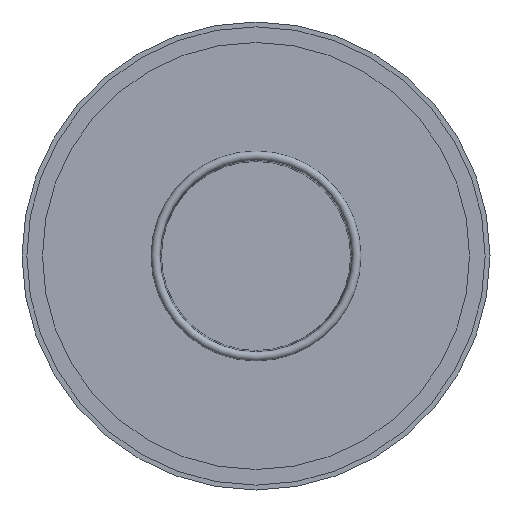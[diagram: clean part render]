
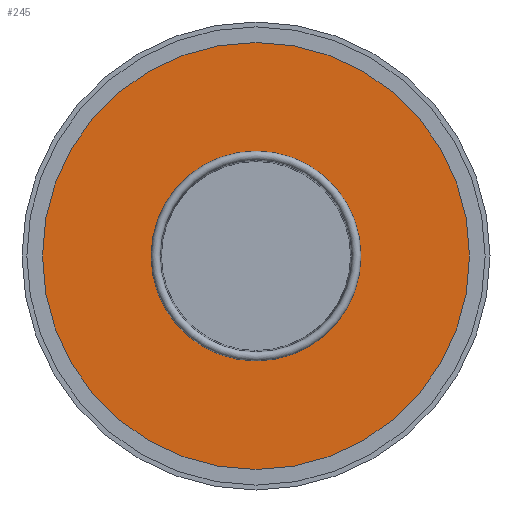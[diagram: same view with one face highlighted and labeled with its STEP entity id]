
A CAD part, front view. The second image highlights one B-rep face of the part: STEP entity #245.
In plain terms, the highlighted planar face has unit normal (0, -1, 0).
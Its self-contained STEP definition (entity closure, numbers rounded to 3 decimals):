
#124 = CARTESIAN_POINT ( 'NONE',  ( 0., -12., 0. ) ) ;
#137 = CIRCLE ( 'NONE', #875, 53.5 ) ;
#148 = FACE_BOUND ( 'NONE', #214, .T. ) ;
#173 = VERTEX_POINT ( 'NONE', #688 ) ;
#214 = EDGE_LOOP ( 'NONE', ( #883 ) ) ;
#236 = ORIENTED_EDGE ( 'NONE', *, *, #317, .F. ) ;
#245 = ADVANCED_FACE ( 'NONE', ( #148, #571 ), #402, .T. ) ;
#250 = EDGE_LOOP ( 'NONE', ( #236 ) ) ;
#317 = EDGE_CURVE ( 'NONE', #173, #173, #712, .T. ) ;
#327 = DIRECTION ( 'NONE',  ( 0., 0., 1. ) ) ;
#349 = AXIS2_PLACEMENT_3D ( 'NONE', #744, #672, #808 ) ;
#369 = EDGE_CURVE ( 'NONE', #884, #884, #137, .T. ) ;
#402 = PLANE ( 'NONE',  #349 ) ;
#415 = AXIS2_PLACEMENT_3D ( 'NONE', #605, #747, #327 ) ;
#492 = DIRECTION ( 'NONE',  ( 0., 0., 1. ) ) ;
#555 = CARTESIAN_POINT ( 'NONE',  ( 0., -12., 53.5 ) ) ;
#571 = FACE_OUTER_BOUND ( 'NONE', #250, .T. ) ;
#605 = CARTESIAN_POINT ( 'NONE',  ( 0., -12., 0. ) ) ;
#616 = DIRECTION ( 'NONE',  ( 0., 1., 0. ) ) ;
#672 = DIRECTION ( 'NONE',  ( 0., -1., 0. ) ) ;
#688 = CARTESIAN_POINT ( 'NONE',  ( 0., -12., 109.5 ) ) ;
#712 = CIRCLE ( 'NONE', #415, 109.5 ) ;
#744 = CARTESIAN_POINT ( 'NONE',  ( 53.5, -12., 0. ) ) ;
#747 = DIRECTION ( 'NONE',  ( 0., 1., 0. ) ) ;
#808 = DIRECTION ( 'NONE',  ( 0., 0., -1. ) ) ;
#875 = AXIS2_PLACEMENT_3D ( 'NONE', #124, #616, #492 ) ;
#883 = ORIENTED_EDGE ( 'NONE', *, *, #369, .T. ) ;
#884 = VERTEX_POINT ( 'NONE', #555 ) ;
